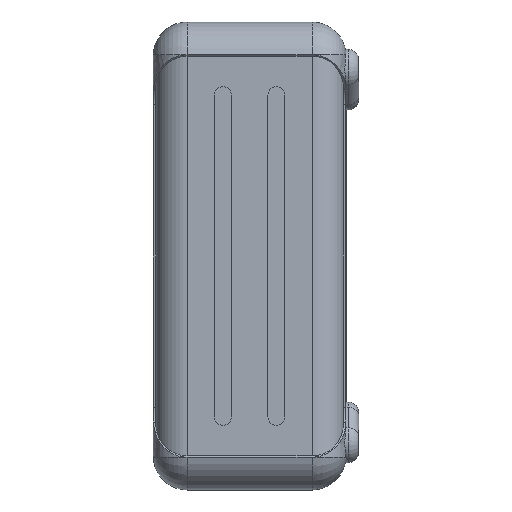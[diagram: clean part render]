
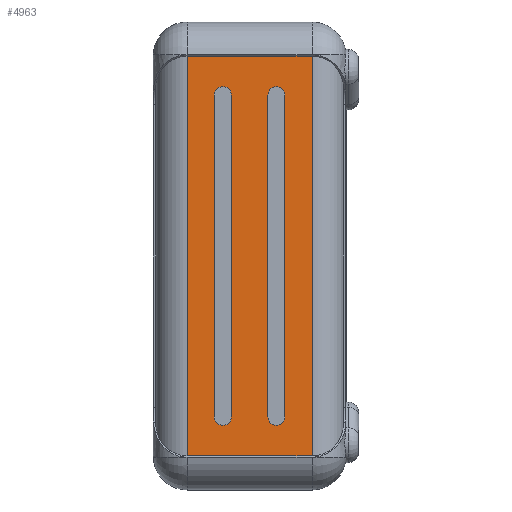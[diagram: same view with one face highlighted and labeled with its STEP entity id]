
A CAD part, left-side view. The second image highlights one B-rep face of the part: STEP entity #4963.
In plain terms, the highlighted planar face has unit normal (-1, 0, 0).
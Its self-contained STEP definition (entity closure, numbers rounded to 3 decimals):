
#109 = VERTEX_POINT ( 'NONE', #12647 ) ;
#183 = FACE_BOUND ( 'NONE', #1876, .T. ) ;
#201 = VECTOR ( 'NONE', #2577, 1000. ) ;
#204 = DIRECTION ( 'NONE',  ( 1., 0., 0. ) ) ;
#241 = VERTEX_POINT ( 'NONE', #17120 ) ;
#275 = VERTEX_POINT ( 'NONE', #18772 ) ;
#370 = EDGE_CURVE ( 'NONE', #1536, #16686, #15841, .T. ) ;
#464 = CARTESIAN_POINT ( 'NONE',  ( -58.85, 18.435, -47.5 ) ) ;
#515 = CARTESIAN_POINT ( 'NONE',  ( -58.85, 37.5, -47.156 ) ) ;
#517 = VERTEX_POINT ( 'NONE', #6766 ) ;
#794 = VECTOR ( 'NONE', #15740, 1000. ) ;
#929 = LINE ( 'NONE', #3959, #8257 ) ;
#1059 = CARTESIAN_POINT ( 'NONE',  ( -58.85, 16.435, 40. ) ) ;
#1257 = DIRECTION ( 'NONE',  ( 0., 0., -1. ) ) ;
#1321 = CARTESIAN_POINT ( 'NONE',  ( -58.85, 18.435, 38. ) ) ;
#1438 = EDGE_LOOP ( 'NONE', ( #6818, #18057, #15710, #4669 ) ) ;
#1448 = VECTOR ( 'NONE', #3751, 1000. ) ;
#1511 = DIRECTION ( 'NONE',  ( 1., 0., 0. ) ) ;
#1536 = VERTEX_POINT ( 'NONE', #8634 ) ;
#1667 = LINE ( 'NONE', #16875, #14520 ) ;
#1839 = CARTESIAN_POINT ( 'NONE',  ( -58.85, 29.065, 38. ) ) ;
#1876 = EDGE_LOOP ( 'NONE', ( #3550, #2718, #7791, #12238, #11957 ) ) ;
#2190 = AXIS2_PLACEMENT_3D ( 'NONE', #11792, #17560, #11732 ) ;
#2308 = VERTEX_POINT ( 'NONE', #12719 ) ;
#2517 = ORIENTED_EDGE ( 'NONE', *, *, #14616, .T. ) ;
#2577 = DIRECTION ( 'NONE',  ( 0., 0., 1. ) ) ;
#2665 = CARTESIAN_POINT ( 'NONE',  ( -58.85, 14.435, 38. ) ) ;
#2682 = ORIENTED_EDGE ( 'NONE', *, *, #11006, .F. ) ;
#2718 = ORIENTED_EDGE ( 'NONE', *, *, #4200, .T. ) ;
#3021 = VECTOR ( 'NONE', #6251, 1000. ) ;
#3231 = DIRECTION ( 'NONE',  ( 0., 0., -1. ) ) ;
#3327 = DIRECTION ( 'NONE',  ( 1., 0., 0. ) ) ;
#3536 = VECTOR ( 'NONE', #14696, 1000. ) ;
#3550 = ORIENTED_EDGE ( 'NONE', *, *, #11302, .T. ) ;
#3651 = LINE ( 'NONE', #4044, #201 ) ;
#3751 = DIRECTION ( 'NONE',  ( 0., 1., 0. ) ) ;
#3959 = CARTESIAN_POINT ( 'NONE',  ( -58.85, 27.065, -47.5 ) ) ;
#4044 = CARTESIAN_POINT ( 'NONE',  ( -58.85, 37.5, -47.5 ) ) ;
#4170 = EDGE_CURVE ( 'NONE', #275, #109, #7773, .T. ) ;
#4200 = EDGE_CURVE ( 'NONE', #11565, #517, #15001, .T. ) ;
#4244 = VERTEX_POINT ( 'NONE', #1321 ) ;
#4424 = VERTEX_POINT ( 'NONE', #6312 ) ;
#4492 = CARTESIAN_POINT ( 'NONE',  ( -58.85, 31.065, -47.5 ) ) ;
#4603 = EDGE_CURVE ( 'NONE', #241, #11612, #12142, .T. ) ;
#4669 = ORIENTED_EDGE ( 'NONE', *, *, #14746, .F. ) ;
#4707 = LINE ( 'NONE', #5531, #794 ) ;
#4963 = ADVANCED_FACE ( 'NONE', ( #13963, #183, #6136 ), #17858, .F. ) ;
#5027 = VERTEX_POINT ( 'NONE', #515 ) ;
#5258 = CARTESIAN_POINT ( 'NONE',  ( -58.85, 31.065, 38. ) ) ;
#5375 = EDGE_CURVE ( 'NONE', #517, #4424, #5424, .T. ) ;
#5424 = CIRCLE ( 'NONE', #14978, 2. ) ;
#5438 = EDGE_LOOP ( 'NONE', ( #2682, #17034, #2517, #18877, #5874 ) ) ;
#5527 = CIRCLE ( 'NONE', #17284, 2. ) ;
#5531 = CARTESIAN_POINT ( 'NONE',  ( -58.85, 8., -47.5 ) ) ;
#5693 = CARTESIAN_POINT ( 'NONE',  ( -58.85, 16.435, -38. ) ) ;
#5748 = CARTESIAN_POINT ( 'NONE',  ( -58.85, 14.435, -47.5 ) ) ;
#5816 = LINE ( 'NONE', #12540, #1448 ) ;
#5874 = ORIENTED_EDGE ( 'NONE', *, *, #18372, .F. ) ;
#5896 = DIRECTION ( 'NONE',  ( 0., 0., 1. ) ) ;
#6136 = FACE_OUTER_BOUND ( 'NONE', #1438, .T. ) ;
#6251 = DIRECTION ( 'NONE',  ( 0., 1., 0. ) ) ;
#6262 = DIRECTION ( 'NONE',  ( 0., 0., -1. ) ) ;
#6312 = CARTESIAN_POINT ( 'NONE',  ( -58.85, 27.065, 38. ) ) ;
#6705 = DIRECTION ( 'NONE',  ( 0., 0., 1. ) ) ;
#6748 = AXIS2_PLACEMENT_3D ( 'NONE', #5693, #1511, #1257 ) ;
#6766 = CARTESIAN_POINT ( 'NONE',  ( -58.85, 29.065, 40. ) ) ;
#6818 = ORIENTED_EDGE ( 'NONE', *, *, #13000, .T. ) ;
#6946 = DIRECTION ( 'NONE',  ( -1., 0., 0. ) ) ;
#7008 = CARTESIAN_POINT ( 'NONE',  ( -58.85, 29.065, -38. ) ) ;
#7773 = CIRCLE ( 'NONE', #6748, 2. ) ;
#7778 = DIRECTION ( 'NONE',  ( -1., 0., 0. ) ) ;
#7791 = ORIENTED_EDGE ( 'NONE', *, *, #5375, .T. ) ;
#8213 = AXIS2_PLACEMENT_3D ( 'NONE', #13640, #7778, #9254 ) ;
#8257 = VECTOR ( 'NONE', #6705, 1000. ) ;
#8634 = CARTESIAN_POINT ( 'NONE',  ( -58.85, 8., 47.156 ) ) ;
#9254 = DIRECTION ( 'NONE',  ( 0., 0., -1. ) ) ;
#9261 = LINE ( 'NONE', #5748, #3536 ) ;
#10984 = VERTEX_POINT ( 'NONE', #1059 ) ;
#11006 = EDGE_CURVE ( 'NONE', #275, #18685, #9261, .T. ) ;
#11189 = AXIS2_PLACEMENT_3D ( 'NONE', #7008, #6946, #11522 ) ;
#11302 = EDGE_CURVE ( 'NONE', #241, #11565, #15889, .T. ) ;
#11522 = DIRECTION ( 'NONE',  ( 0., 0., -1. ) ) ;
#11565 = VERTEX_POINT ( 'NONE', #5258 ) ;
#11612 = VERTEX_POINT ( 'NONE', #18888 ) ;
#11732 = DIRECTION ( 'NONE',  ( 0., 0., -1. ) ) ;
#11792 = CARTESIAN_POINT ( 'NONE',  ( -58.85, 29.065, 38. ) ) ;
#11957 = ORIENTED_EDGE ( 'NONE', *, *, #4603, .F. ) ;
#12134 = DIRECTION ( 'NONE',  ( -1., 0., 0. ) ) ;
#12142 = CIRCLE ( 'NONE', #11189, 2. ) ;
#12176 = CIRCLE ( 'NONE', #8213, 2. ) ;
#12238 = ORIENTED_EDGE ( 'NONE', *, *, #18541, .F. ) ;
#12265 = CARTESIAN_POINT ( 'NONE',  ( -58.85, 16.435, 38. ) ) ;
#12540 = CARTESIAN_POINT ( 'NONE',  ( -58.85, 31.065, -47.156 ) ) ;
#12647 = CARTESIAN_POINT ( 'NONE',  ( -58.85, 18.435, -38. ) ) ;
#12719 = CARTESIAN_POINT ( 'NONE',  ( -58.85, 8., -47.156 ) ) ;
#13000 = EDGE_CURVE ( 'NONE', #2308, #1536, #4707, .T. ) ;
#13184 = VECTOR ( 'NONE', #5896, 1000. ) ;
#13621 = EDGE_CURVE ( 'NONE', #10984, #4244, #12176, .T. ) ;
#13640 = CARTESIAN_POINT ( 'NONE',  ( -58.85, 16.435, 38. ) ) ;
#13963 = FACE_BOUND ( 'NONE', #5438, .T. ) ;
#13997 = DIRECTION ( 'NONE',  ( 0., 0., 1. ) ) ;
#14520 = VECTOR ( 'NONE', #13997, 1000. ) ;
#14616 = EDGE_CURVE ( 'NONE', #109, #4244, #1667, .T. ) ;
#14696 = DIRECTION ( 'NONE',  ( 0., 0., 1. ) ) ;
#14746 = EDGE_CURVE ( 'NONE', #2308, #5027, #5816, .T. ) ;
#14978 = AXIS2_PLACEMENT_3D ( 'NONE', #1839, #3327, #6262 ) ;
#15001 = CIRCLE ( 'NONE', #2190, 2. ) ;
#15286 = DIRECTION ( 'NONE',  ( 0., 0., -1. ) ) ;
#15710 = ORIENTED_EDGE ( 'NONE', *, *, #16339, .F. ) ;
#15740 = DIRECTION ( 'NONE',  ( 0., 0., 1. ) ) ;
#15841 = LINE ( 'NONE', #17892, #3021 ) ;
#15889 = LINE ( 'NONE', #4492, #13184 ) ;
#16138 = CARTESIAN_POINT ( 'NONE',  ( -58.85, 37.5, 47.156 ) ) ;
#16339 = EDGE_CURVE ( 'NONE', #5027, #16686, #3651, .T. ) ;
#16686 = VERTEX_POINT ( 'NONE', #16138 ) ;
#16875 = CARTESIAN_POINT ( 'NONE',  ( -58.85, 18.435, -47.5 ) ) ;
#17024 = AXIS2_PLACEMENT_3D ( 'NONE', #464, #204, #3231 ) ;
#17034 = ORIENTED_EDGE ( 'NONE', *, *, #4170, .T. ) ;
#17120 = CARTESIAN_POINT ( 'NONE',  ( -58.85, 31.065, -38. ) ) ;
#17284 = AXIS2_PLACEMENT_3D ( 'NONE', #12265, #12134, #15286 ) ;
#17560 = DIRECTION ( 'NONE',  ( 1., 0., 0. ) ) ;
#17858 = PLANE ( 'NONE',  #17024 ) ;
#17892 = CARTESIAN_POINT ( 'NONE',  ( -58.85, 37.5, 47.156 ) ) ;
#18057 = ORIENTED_EDGE ( 'NONE', *, *, #370, .T. ) ;
#18372 = EDGE_CURVE ( 'NONE', #18685, #10984, #5527, .T. ) ;
#18541 = EDGE_CURVE ( 'NONE', #11612, #4424, #929, .T. ) ;
#18685 = VERTEX_POINT ( 'NONE', #2665 ) ;
#18772 = CARTESIAN_POINT ( 'NONE',  ( -58.85, 14.435, -38. ) ) ;
#18877 = ORIENTED_EDGE ( 'NONE', *, *, #13621, .F. ) ;
#18888 = CARTESIAN_POINT ( 'NONE',  ( -58.85, 27.065, -38. ) ) ;
